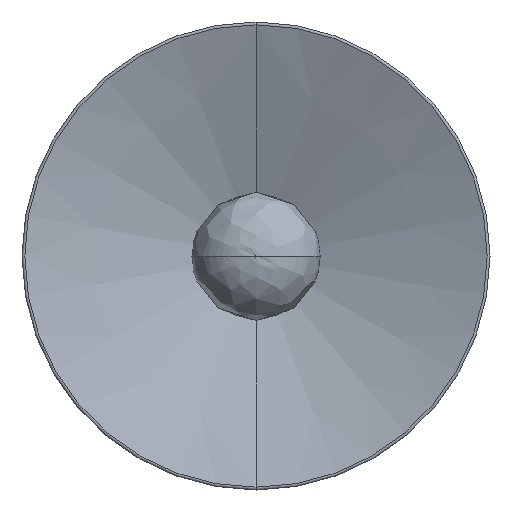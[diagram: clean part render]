
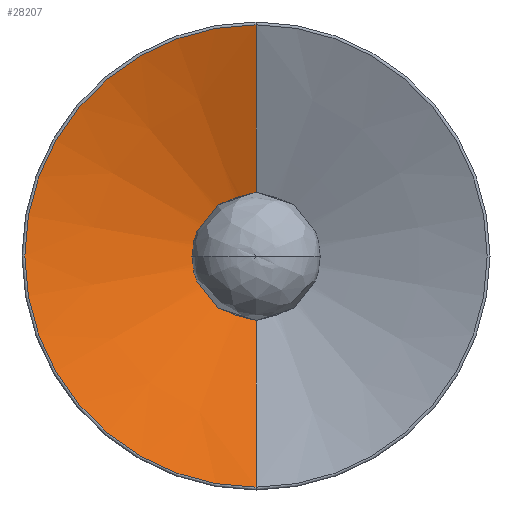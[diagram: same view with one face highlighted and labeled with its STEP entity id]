
A CAD part, front view. The second image highlights one B-rep face of the part: STEP entity #28207.
In plain terms, the highlighted conical face has half-angle 69.703 degrees and reference radius 269.904 mm.
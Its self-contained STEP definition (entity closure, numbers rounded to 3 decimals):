
#346 = CARTESIAN_POINT ( 'NONE',  ( 0., -14.859, -269.904 ) ) ;
#403 = CARTESIAN_POINT ( 'NONE',  ( 0., -14.859, -269.904 ) ) ;
#683 = ORIENTED_EDGE ( 'NONE', *, *, #10106, .T. ) ;
#861 = CARTESIAN_POINT ( 'NONE',  ( 0., 70.343, 0. ) ) ;
#1212 = CARTESIAN_POINT ( 'NONE',  ( 0., -14.859, 0. ) ) ;
#2742 = EDGE_CURVE ( 'NONE', #21301, #23425, #10582, .T. ) ;
#2808 = CARTESIAN_POINT ( 'NONE',  ( 0., 70.343, 39.529 ) ) ;
#3751 = CIRCLE ( 'NONE', #13613, 39.529 ) ;
#4431 = EDGE_LOOP ( 'NONE', ( #683, #10884, #4948, #20565 ) ) ;
#4948 = ORIENTED_EDGE ( 'NONE', *, *, #2742, .F. ) ;
#5781 = DIRECTION ( 'NONE',  ( 0., 1., 0. ) ) ;
#9725 = DIRECTION ( 'NONE',  ( 0., -0.347, -0.938 ) ) ;
#10106 = EDGE_CURVE ( 'NONE', #21272, #27016, #3751, .T. ) ;
#10250 = DIRECTION ( 'NONE',  ( 0., 0., 1. ) ) ;
#10582 = CIRCLE ( 'NONE', #27835, 269.904 ) ;
#10728 = CARTESIAN_POINT ( 'NONE',  ( 0., -14.859, 0. ) ) ;
#10884 = ORIENTED_EDGE ( 'NONE', *, *, #18708, .T. ) ;
#12824 = VECTOR ( 'NONE', #9725, 1000. ) ;
#13613 = AXIS2_PLACEMENT_3D ( 'NONE', #861, #5781, #10250 ) ;
#13714 = DIRECTION ( 'NONE',  ( 0., 0., -1. ) ) ;
#14192 = DIRECTION ( 'NONE',  ( 0., -0.347, 0.938 ) ) ;
#14875 = CARTESIAN_POINT ( 'NONE',  ( 0., 70.343, -39.529 ) ) ;
#14919 = DIRECTION ( 'NONE',  ( 0., 1., 0. ) ) ;
#17042 = EDGE_CURVE ( 'NONE', #21272, #21301, #21489, .T. ) ;
#17841 = DIRECTION ( 'NONE',  ( 0., 0., 1. ) ) ;
#18708 = EDGE_CURVE ( 'NONE', #27016, #23425, #28644, .T. ) ;
#19367 = VECTOR ( 'NONE', #14192, 1000. ) ;
#20565 = ORIENTED_EDGE ( 'NONE', *, *, #17042, .F. ) ;
#21272 = VERTEX_POINT ( 'NONE', #14875 ) ;
#21301 = VERTEX_POINT ( 'NONE', #403 ) ;
#21489 = LINE ( 'NONE', #346, #12824 ) ;
#22357 = FACE_OUTER_BOUND ( 'NONE', #4431, .T. ) ;
#23425 = VERTEX_POINT ( 'NONE', #25935 ) ;
#25935 = CARTESIAN_POINT ( 'NONE',  ( 0., -14.859, 269.904 ) ) ;
#26357 = CARTESIAN_POINT ( 'NONE',  ( 0., -14.859, 269.904 ) ) ;
#26373 = DIRECTION ( 'NONE',  ( 0., -1., 0. ) ) ;
#27016 = VERTEX_POINT ( 'NONE', #2808 ) ;
#27835 = AXIS2_PLACEMENT_3D ( 'NONE', #10728, #14919, #17841 ) ;
#28207 = ADVANCED_FACE ( 'NONE', ( #22357 ), #28320, .F. ) ;
#28320 = CONICAL_SURFACE ( 'NONE', #29285, 269.904, 1.217 ) ;
#28644 = LINE ( 'NONE', #26357, #19367 ) ;
#29285 = AXIS2_PLACEMENT_3D ( 'NONE', #1212, #26373, #13714 ) ;
